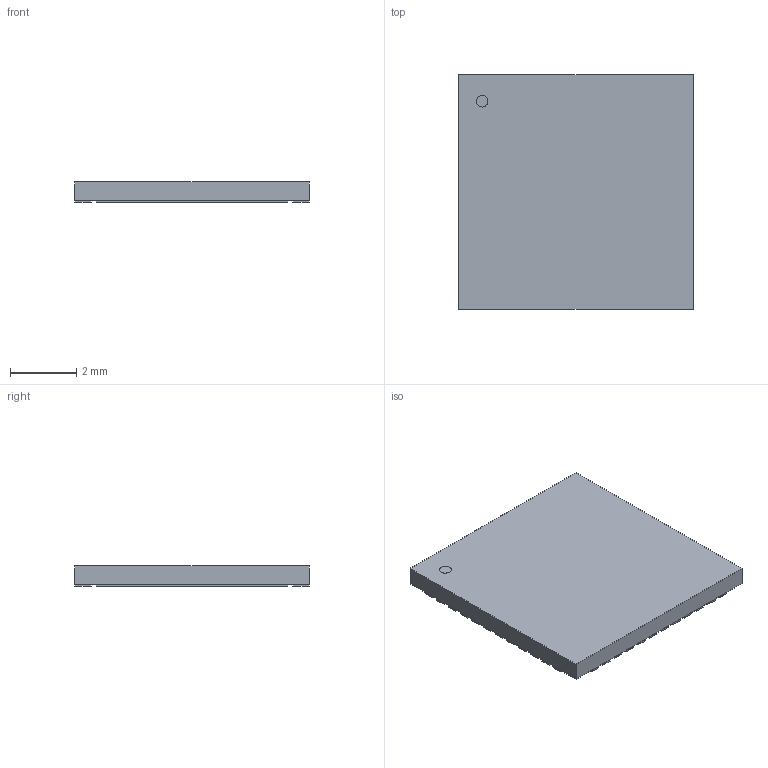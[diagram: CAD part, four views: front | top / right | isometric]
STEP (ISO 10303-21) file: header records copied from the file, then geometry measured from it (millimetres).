
FILE_DESCRIPTION(('STEP AP214'),'1');
FILE_NAME('UFQFPN-48_7X7X0P','2019-01-11T09:13:11',(''),(''),'','','');
FILE_SCHEMA(('AUTOMOTIVE_DESIGN'));
Length unit declared in the file: millimetre
Products named in the file (1): product
Bounding box: 7.11 x 7.11 x 0.61 mm (x, y, z)
Volume: 0 mm3; surface area: 202 mm2
Topology: 1 solids, 301 shells, 303 faces, 1203 edges, 1202 vertices
Faces by surface type: plane 302, cylinder 1
Full cylindrical faces by diameter (mm): 0.356 x1
Entity records: 13612 total; most frequent: CARTESIAN_POINT 2709, VERTEX_POINT 2402, DIRECTION 1814, ORIENTED_EDGE 1204, EDGE_CURVE 1202, LINE 1200, VECTOR 1200, AXIS2_PLACEMENT_3D 307
